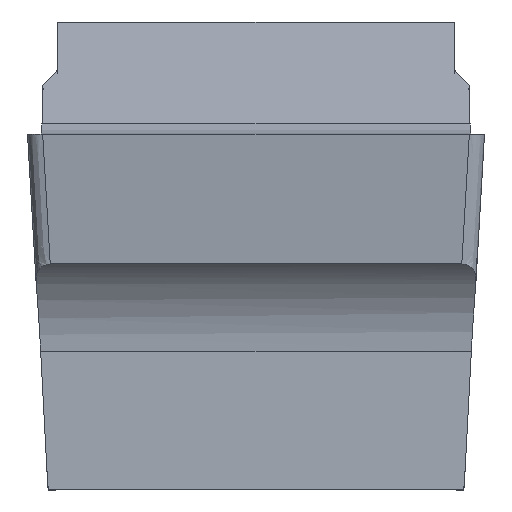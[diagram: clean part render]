
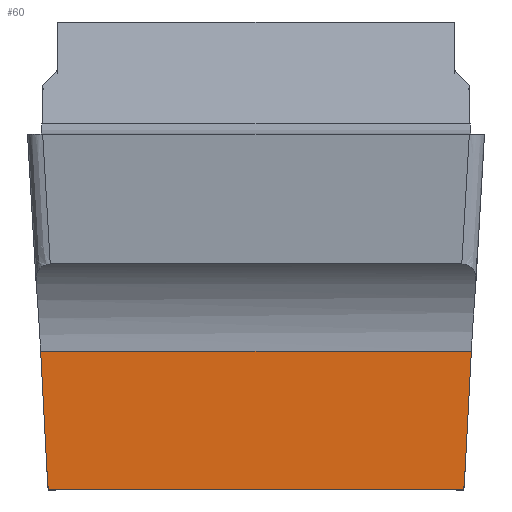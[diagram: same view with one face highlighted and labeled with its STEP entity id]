
A CAD part, front view. The second image highlights one B-rep face of the part: STEP entity #60.
In plain terms, the highlighted planar face has unit normal (0, -1, 0).
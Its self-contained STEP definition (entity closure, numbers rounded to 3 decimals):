
#60=ADVANCED_FACE('SIDE_IB_1_SU3',(#116),#96,.F.);
#96=PLANE('',#761);
#116=FACE_OUTER_BOUND('',#152,.T.);
#152=EDGE_LOOP('',(#301,#302,#303,#304,#305,#306));
#191=LINE('',#977,#245);
#192=LINE('',#984,#246);
#193=LINE('',#986,#247);
#194=LINE('',#988,#248);
#245=VECTOR('',#804,1.);
#246=VECTOR('',#805,1.);
#247=VECTOR('',#806,1.);
#248=VECTOR('',#807,1.);
#301=ORIENTED_EDGE('',*,*,#585,.F.);
#302=ORIENTED_EDGE('',*,*,#586,.F.);
#303=ORIENTED_EDGE('',*,*,#587,.F.);
#304=ORIENTED_EDGE('',*,*,#588,.T.);
#305=ORIENTED_EDGE('',*,*,#589,.F.);
#306=ORIENTED_EDGE('',*,*,#590,.T.);
#513=VERTEX_POINT('',#975);
#514=VERTEX_POINT('',#976);
#515=VERTEX_POINT('',#978);
#516=VERTEX_POINT('',#983);
#517=VERTEX_POINT('',#985);
#518=VERTEX_POINT('',#987);
#585=EDGE_CURVE('',#513,#514,#687,.T.);
#586=EDGE_CURVE('',#515,#513,#191,.T.);
#587=EDGE_CURVE('',#516,#515,#688,.T.);
#588=EDGE_CURVE('',#516,#517,#192,.T.);
#589=EDGE_CURVE('',#518,#517,#193,.T.);
#590=EDGE_CURVE('',#518,#514,#194,.T.);
#687=B_SPLINE_CURVE_WITH_KNOTS('',3,(#971,#972,#973,#974),.UNSPECIFIED.,
 .F.,.F.,(4,4),(0.,1.),.UNSPECIFIED.);
#688=B_SPLINE_CURVE_WITH_KNOTS('',3,(#979,#980,#981,#982),.UNSPECIFIED.,
 .F.,.F.,(4,4),(0.,1.),.UNSPECIFIED.);
#761=AXIS2_PLACEMENT_3D('',#989,#808,#809);
#804=DIRECTION('',(-1.,0.,0.));
#805=DIRECTION('',(0.052,0.,0.999));
#806=DIRECTION('',(1.,0.,0.));
#807=DIRECTION('',(0.052,0.,-0.999));
#808=DIRECTION('',(0.,1.,0.));
#809=DIRECTION('',(0.,0.,1.));
#971=CARTESIAN_POINT('',(-2.727,-12.036,-4.672));
#972=CARTESIAN_POINT('',(-2.736,-12.036,-4.56));
#973=CARTESIAN_POINT('',(-2.743,-12.036,-4.448));
#974=CARTESIAN_POINT('',(-2.749,-12.036,-4.336));
#975=CARTESIAN_POINT('',(-2.727,-12.036,-4.672));
#976=CARTESIAN_POINT('',(-2.749,-12.036,-4.336));
#977=CARTESIAN_POINT('',(-3.12,-12.036,-4.672));
#978=CARTESIAN_POINT('',(2.727,-12.036,-4.672));
#979=CARTESIAN_POINT('',(2.749,-12.036,-4.336));
#980=CARTESIAN_POINT('',(2.743,-12.036,-4.448));
#981=CARTESIAN_POINT('',(2.736,-12.036,-4.56));
#982=CARTESIAN_POINT('',(2.727,-12.036,-4.672));
#983=CARTESIAN_POINT('',(2.749,-12.036,-4.336));
#984=CARTESIAN_POINT('',(2.637,-12.036,-6.474));
#985=CARTESIAN_POINT('',(2.827,-12.036,-2.851));
#986=CARTESIAN_POINT('',(5.,-12.036,-2.851));
#987=CARTESIAN_POINT('',(-2.827,-12.036,-2.851));
#988=CARTESIAN_POINT('',(-2.654,-12.036,-6.147));
#989=CARTESIAN_POINT('',(-3.12,-12.036,-6.172));
